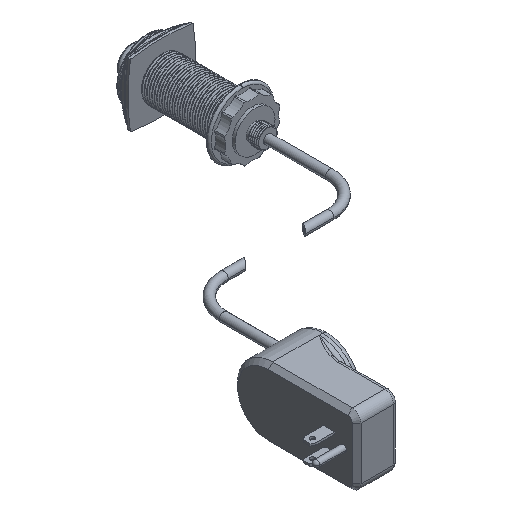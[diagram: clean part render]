
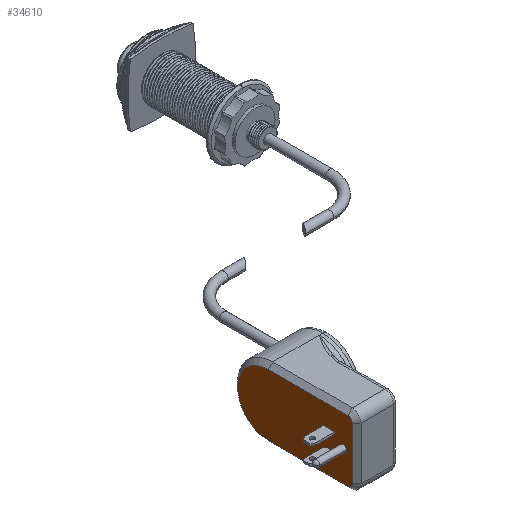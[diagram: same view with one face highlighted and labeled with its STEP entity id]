
A CAD part, isometric view. The second image highlights one B-rep face of the part: STEP entity #34610.
In plain terms, the highlighted planar face has unit normal (-1, 0, 0).
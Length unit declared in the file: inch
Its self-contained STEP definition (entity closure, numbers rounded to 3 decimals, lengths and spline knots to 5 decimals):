
#28743=CARTESIAN_POINT('',(-6.533,-9.729,0.));
#28744=DIRECTION('',(-1.,0.,0.));
#28745=DIRECTION('',(0.,0.,1.));
#28746=AXIS2_PLACEMENT_3D('',#28743,#28744,#28745);
#28751=DIRECTION('',(0.,1.,0.));
#28752=VECTOR('',#28751,2.255);
#28753=CARTESIAN_POINT('',(-6.533,-11.984,
0.87));
#28754=LINE('',#28753,#28752);
#28758=CARTESIAN_POINT('',(-6.533,-11.984,0.745));
#28759=DIRECTION('',(-1.,0.,0.));
#28760=DIRECTION('',(0.,-1.,0.));
#28761=AXIS2_PLACEMENT_3D('',#28758,#28759,#28760);
#28766=DIRECTION('',(0.,0.,1.));
#28767=VECTOR('',#28766,1.49);
#28768=CARTESIAN_POINT('',(-6.533,-12.109,
-0.745));
#28769=LINE('',#28768,#28767);
#28773=CARTESIAN_POINT('',(-6.533,-11.984,-0.745));
#28774=DIRECTION('',(-1.,0.,0.));
#28775=DIRECTION('',(0.,0.,-1.));
#28776=AXIS2_PLACEMENT_3D('',#28773,#28774,#28775);
#28781=DIRECTION('',(0.,-1.,0.));
#28782=VECTOR('',#28781,2.255);
#28783=CARTESIAN_POINT('',(-6.533,-9.729,
-0.87));
#28784=LINE('',#28783,#28782);
#28788=DIRECTION('',(0.,1.,0.));
#28789=VECTOR('',#28788,0.32);
#28790=CARTESIAN_POINT('',(-6.533,-11.614,0.282));
#28791=LINE('',#28790,#28789);
#28795=DIRECTION('',(0.,0.,-1.));
#28796=VECTOR('',#28795,0.062);
#28797=CARTESIAN_POINT('',(-6.533,-11.294,0.282));
#28798=LINE('',#28797,#28796);
#28802=DIRECTION('',(0.,-1.,0.));
#28803=VECTOR('',#28802,0.32);
#28804=CARTESIAN_POINT('',(-6.533,-11.294,0.22));
#28805=LINE('',#28804,#28803);
#28809=DIRECTION('',(0.,0.,1.));
#28810=VECTOR('',#28809,0.062);
#28811=CARTESIAN_POINT('',(-6.533,-11.614,0.22));
#28812=LINE('',#28811,#28810);
#28816=DIRECTION('',(0.,1.,0.));
#28817=VECTOR('',#28816,0.25);
#28818=CARTESIAN_POINT('',(-6.533,-11.579,-0.22));
#28819=LINE('',#28818,#28817);
#28823=DIRECTION('',(0.,0.,-1.));
#28824=VECTOR('',#28823,0.062);
#28825=CARTESIAN_POINT('',(-6.533,-11.329,-0.22));
#28826=LINE('',#28825,#28824);
#28830=DIRECTION('',(0.,-1.,0.));
#28831=VECTOR('',#28830,0.25);
#28832=CARTESIAN_POINT('',(-6.533,-11.329,-0.282));
#28833=LINE('',#28832,#28831);
#28837=DIRECTION('',(0.,0.,1.));
#28838=VECTOR('',#28837,0.062);
#28839=CARTESIAN_POINT('',(-6.533,-11.579,-0.282));
#28840=LINE('',#28839,#28838);
#28844=CARTESIAN_POINT('',(-6.533,-11.849,0.));
#28845=DIRECTION('',(-1.,0.,0.));
#28846=DIRECTION('',(0.,-1.,0.));
#28847=AXIS2_PLACEMENT_3D('',#28844,#28845,#28846);
#28852=CARTESIAN_POINT('',(-6.533,-11.849,0.));
#28853=DIRECTION('',(-1.,0.,0.));
#28854=DIRECTION('',(0.,1.,0.));
#28855=AXIS2_PLACEMENT_3D('',#28852,#28853,#28854);
#32860=CARTESIAN_POINT('',(-6.533,-11.614,0.282));
#32861=CARTESIAN_POINT('',(-6.533,-11.294,0.282));
#32862=VERTEX_POINT('',#32860);
#32863=VERTEX_POINT('',#32861);
#32864=CARTESIAN_POINT('',(-6.533,-11.294,0.22));
#32865=VERTEX_POINT('',#32864);
#32866=CARTESIAN_POINT('',(-6.533,-11.614,0.22));
#32867=VERTEX_POINT('',#32866);
#32868=CARTESIAN_POINT('',(-6.533,-11.579,-0.22));
#32869=CARTESIAN_POINT('',(-6.533,-11.329,-0.22));
#32870=VERTEX_POINT('',#32868);
#32871=VERTEX_POINT('',#32869);
#32872=CARTESIAN_POINT('',(-6.533,-11.329,-0.282));
#32873=VERTEX_POINT('',#32872);
#32874=CARTESIAN_POINT('',(-6.533,-11.579,-0.282));
#32875=VERTEX_POINT('',#32874);
#32882=CARTESIAN_POINT('',(-6.533,-11.939,0.));
#32883=CARTESIAN_POINT('',(-6.533,-11.759,0.));
#32884=VERTEX_POINT('',#32882);
#32885=VERTEX_POINT('',#32883);
#32968=CARTESIAN_POINT('',(-6.533,-9.729,0.87));
#32969=CARTESIAN_POINT('',(-6.533,-9.729,-0.87));
#32970=VERTEX_POINT('',#32968);
#32971=VERTEX_POINT('',#32969);
#32976=CARTESIAN_POINT('',(-6.533,-11.984,
-0.87));
#32977=VERTEX_POINT('',#32976);
#32980=CARTESIAN_POINT('',(-6.533,-12.109,-0.745));
#32981=VERTEX_POINT('',#32980);
#32984=CARTESIAN_POINT('',(-6.533,-12.109,
0.745));
#32985=VERTEX_POINT('',#32984);
#32988=CARTESIAN_POINT('',(-6.533,-11.984,0.87));
#32989=VERTEX_POINT('',#32988);
#34566=CARTESIAN_POINT('',(-6.533,-12.234,0.));
#34567=DIRECTION('',(-1.,0.,0.));
#34568=DIRECTION('',(0.,0.,-1.));
#34569=AXIS2_PLACEMENT_3D('',#34566,#34567,#34568);
#34570=PLANE('',#34569);
#34572=ORIENTED_EDGE('',*,*,#34571,.F.);
#34573=ORIENTED_EDGE('',*,*,#34544,.F.);
#34575=ORIENTED_EDGE('',*,*,#34574,.F.);
#34577=ORIENTED_EDGE('',*,*,#34576,.F.);
#34579=ORIENTED_EDGE('',*,*,#34578,.F.);
#34581=ORIENTED_EDGE('',*,*,#34580,.F.);
#34582=EDGE_LOOP('',(#34572,#34573,#34575,#34577,#34579,#34581));
#34583=FACE_OUTER_BOUND('',#34582,.F.);
#34585=ORIENTED_EDGE('',*,*,#34584,.T.);
#34587=ORIENTED_EDGE('',*,*,#34586,.T.);
#34589=ORIENTED_EDGE('',*,*,#34588,.T.);
#34591=ORIENTED_EDGE('',*,*,#34590,.T.);
#34592=EDGE_LOOP('',(#34585,#34587,#34589,#34591));
#34593=FACE_BOUND('',#34592,.F.);
#34595=ORIENTED_EDGE('',*,*,#34594,.T.);
#34597=ORIENTED_EDGE('',*,*,#34596,.T.);
#34599=ORIENTED_EDGE('',*,*,#34598,.T.);
#34601=ORIENTED_EDGE('',*,*,#34600,.T.);
#34602=EDGE_LOOP('',(#34595,#34597,#34599,#34601));
#34603=FACE_BOUND('',#34602,.F.);
#34605=ORIENTED_EDGE('',*,*,#34604,.T.);
#34607=ORIENTED_EDGE('',*,*,#34606,.T.);
#34608=EDGE_LOOP('',(#34605,#34607));
#34609=FACE_BOUND('',#34608,.F.);
#28747=CIRCLE('',#28746,0.87);
#28762=CIRCLE('',#28761,0.125);
#28777=CIRCLE('',#28776,0.125);
#28848=CIRCLE('',#28847,0.09);
#28856=CIRCLE('',#28855,0.09);
#34544=EDGE_CURVE('',#32989,#32970,#28754,.T.);
#34571=EDGE_CURVE('',#32970,#32971,#28747,.T.);
#34574=EDGE_CURVE('',#32985,#32989,#28762,.T.);
#34576=EDGE_CURVE('',#32981,#32985,#28769,.T.);
#34578=EDGE_CURVE('',#32977,#32981,#28777,.T.);
#34580=EDGE_CURVE('',#32971,#32977,#28784,.T.);
#34584=EDGE_CURVE('',#32862,#32863,#28791,.T.);
#34586=EDGE_CURVE('',#32863,#32865,#28798,.T.);
#34588=EDGE_CURVE('',#32865,#32867,#28805,.T.);
#34590=EDGE_CURVE('',#32867,#32862,#28812,.T.);
#34594=EDGE_CURVE('',#32870,#32871,#28819,.T.);
#34596=EDGE_CURVE('',#32871,#32873,#28826,.T.);
#34598=EDGE_CURVE('',#32873,#32875,#28833,.T.);
#34600=EDGE_CURVE('',#32875,#32870,#28840,.T.);
#34604=EDGE_CURVE('',#32884,#32885,#28848,.T.);
#34606=EDGE_CURVE('',#32885,#32884,#28856,.T.);
#34610=ADVANCED_FACE('',(#34583,#34593,#34603,#34609),#34570,.T.);
